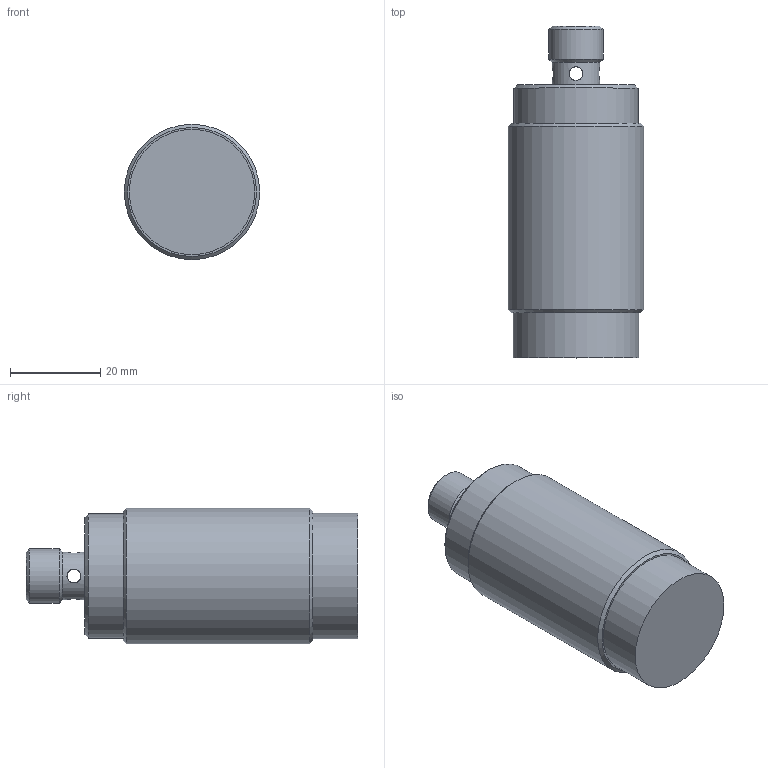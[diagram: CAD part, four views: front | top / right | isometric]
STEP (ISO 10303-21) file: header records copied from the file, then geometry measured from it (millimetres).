
FILE_DESCRIPTION (( 'STEP AP214' ), '1' );
FILE_NAME ('DW-AS-513-M30-002.STEP', '2018-04-12T18:22:32', ( '' ), ( '' ), 'SwSTEP 2.0', 'SolidWorks 2017', '' );
FILE_SCHEMA (( 'AUTOMOTIVE_DESIGN' ));
Length unit declared in the file: inch
Products named in the file (1): DW-AS-513-M30-002
Bounding box: 30 x 73.55 x 30 mm (x, y, z)
Volume: 41473.8 mm3; surface area: 7806.3 mm2
Topology: 1 solids, 1 shells, 36 faces, 78 edges, 49 vertices
Faces by surface type: cylinder 14, plane 13, cone 5, torus 4
Full cylindrical faces by diameter (mm): 1.102 x3, 3.048 x2, 8.499 x1, 10.551 x1, 11.999 x1, 27.501 x1, 27.803 x1, 30 x1
Entity records: 1190 total; most frequent: CARTESIAN_POINT 471, DIRECTION 148, ORIENTED_EDGE 98, AXIS2_PLACEMENT_3D 69, EDGE_LOOP 69, FACE_OUTER_BOUND 50, EDGE_CURVE 49, VERTEX_POINT 42
